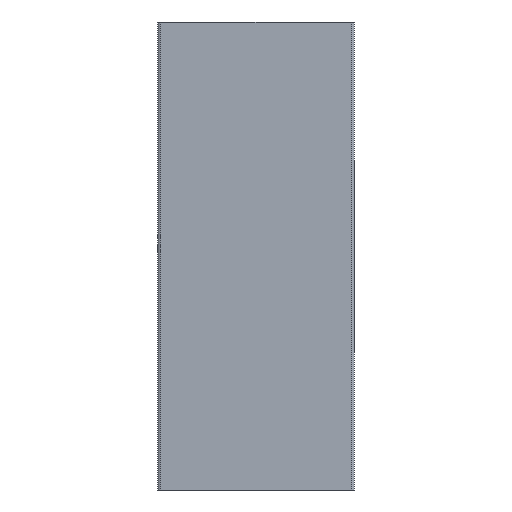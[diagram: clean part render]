
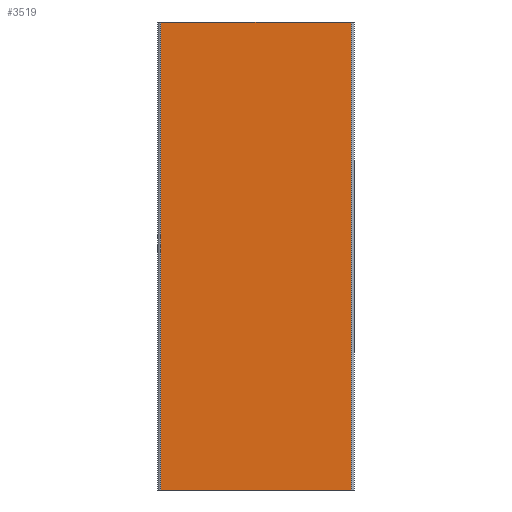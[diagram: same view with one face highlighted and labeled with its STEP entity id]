
A CAD part, left-side view. The second image highlights one B-rep face of the part: STEP entity #3519.
In plain terms, the highlighted planar face has unit normal (-1, 0, 0).
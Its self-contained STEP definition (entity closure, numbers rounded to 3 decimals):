
#287 = EDGE_CURVE ( 'NONE', #2103, #1062, #3311, .T. ) ;
#295 = EDGE_CURVE ( 'NONE', #1062, #2676, #3316, .T. ) ;
#301 = EDGE_CURVE ( 'NONE', #1301, #2676, #3300, .T. ) ;
#311 = EDGE_CURVE ( 'NONE', #2103, #1301, #3290, .T. ) ;
#396 = CARTESIAN_POINT ( 'NONE',  ( 0., -50., 500. ) ) ;
#398 = CARTESIAN_POINT ( 'NONE',  ( 0., -50., 500. ) ) ;
#492 = CARTESIAN_POINT ( 'NONE',  ( 0., -152., 500. ) ) ;
#692 = DIRECTION ( 'NONE',  ( 0., -1., 0. ) ) ;
#907 = CARTESIAN_POINT ( 'NONE',  ( 0., 52., 500. ) ) ;
#1016 = FACE_OUTER_BOUND ( 'NONE', #2911, .T. ) ;
#1062 = VERTEX_POINT ( 'NONE', #2472 ) ;
#1301 = VERTEX_POINT ( 'NONE', #492 ) ;
#1407 = DIRECTION ( 'NONE',  ( 0., -1., 0. ) ) ;
#1581 = CARTESIAN_POINT ( 'NONE',  ( 0., -152., 0. ) ) ;
#2069 = AXIS2_PLACEMENT_3D ( 'NONE', #398, #2825, #3172 ) ;
#2103 = VERTEX_POINT ( 'NONE', #3740 ) ;
#2447 = DIRECTION ( 'NONE',  ( 0., 0., -1. ) ) ;
#2472 = CARTESIAN_POINT ( 'NONE',  ( 0., 52., 0. ) ) ;
#2529 = PLANE ( 'NONE',  #2069 ) ;
#2676 = VERTEX_POINT ( 'NONE', #1581 ) ;
#2825 = DIRECTION ( 'NONE',  ( 1., 0., 0. ) ) ;
#2911 = EDGE_LOOP ( 'NONE', ( #3424, #3439, #3450, #3460 ) ) ;
#2962 = DIRECTION ( 'NONE',  ( 0., 0., -1. ) ) ;
#3123 = CARTESIAN_POINT ( 'NONE',  ( 0., -152., 500. ) ) ;
#3172 = DIRECTION ( 'NONE',  ( 0., 0., -1. ) ) ;
#3276 = VECTOR ( 'NONE', #692, 1000. ) ;
#3284 = VECTOR ( 'NONE', #2447, 1000. ) ;
#3290 = LINE ( 'NONE', #396, #3276 ) ;
#3297 = VECTOR ( 'NONE', #1407, 1000. ) ;
#3300 = LINE ( 'NONE', #3123, #3284 ) ;
#3302 = VECTOR ( 'NONE', #2962, 1000. ) ;
#3311 = LINE ( 'NONE', #907, #3302 ) ;
#3316 = LINE ( 'NONE', #3477, #3297 ) ;
#3424 = ORIENTED_EDGE ( 'NONE', *, *, #295, .T. ) ;
#3439 = ORIENTED_EDGE ( 'NONE', *, *, #301, .F. ) ;
#3450 = ORIENTED_EDGE ( 'NONE', *, *, #311, .F. ) ;
#3460 = ORIENTED_EDGE ( 'NONE', *, *, #287, .T. ) ;
#3477 = CARTESIAN_POINT ( 'NONE',  ( 0., -50., 0. ) ) ;
#3519 = ADVANCED_FACE ( 'NONE', ( #1016 ), #2529, .F. ) ;
#3740 = CARTESIAN_POINT ( 'NONE',  ( 0., 52., 500. ) ) ;
